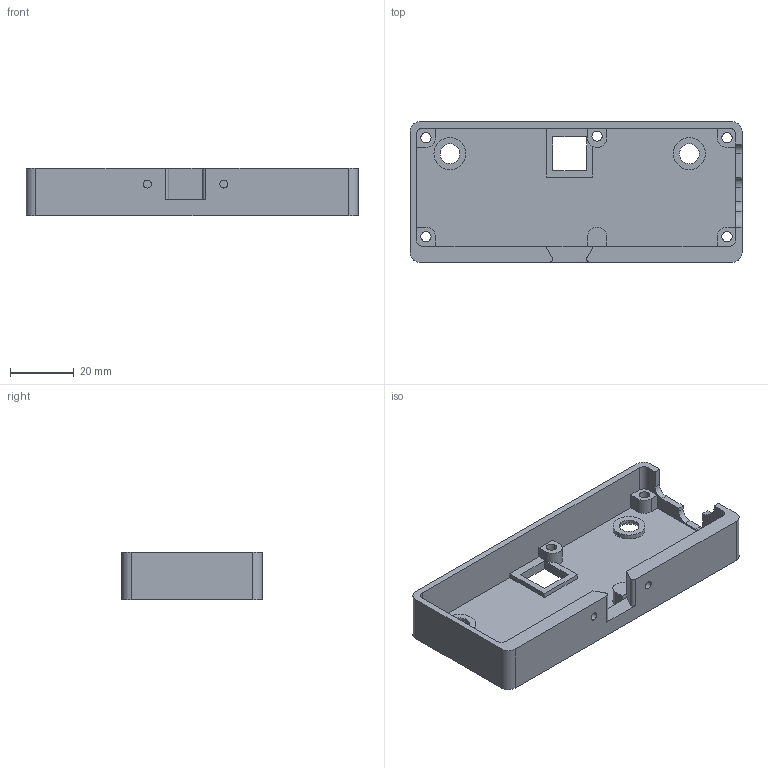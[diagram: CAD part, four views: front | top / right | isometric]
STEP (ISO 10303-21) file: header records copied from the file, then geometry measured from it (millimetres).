
FILE_DESCRIPTION(/* description */ (''),/* implementation_level */ '2;1');
FILE_NAME(/* name */ 'OAK-D-WIFI_Box_front v3.step',/* time_stamp */ '2021-06-04T07:23:51+09:00',/* author */ (''),/* organization */ (''),/* preprocessor_version */ 'ST-DEVELOPER v18.1',/* originating_system */ 'Autodesk Translation Framework v10.6.0.1341',/* authorisation */ '');
FILE_SCHEMA (('AUTOMOTIVE_DESIGN { 1 0 10303 214 3 1 1 }'));
Length unit declared in the file: millimetre
Products named in the file (1): OAK-D-WIFI_Box_front
Bounding box: 104 x 44 x 15 mm (x, y, z)
Volume: 18120.5 mm3; surface area: 16933.4 mm2
Topology: 1 solids, 1 shells, 85 faces, 233 edges, 154 vertices
Faces by surface type: plane 52, cylinder 31, cone 2
Full cylindrical faces by diameter (mm): 2.5 x2, 3.2 x5, 6.2 x2, 10 x2
Entity records: 2765 total; most frequent: CARTESIAN_POINT 473, DIRECTION 470, ORIENTED_EDGE 466, EDGE_CURVE 233, LINE 168, VECTOR 168, VERTEX_POINT 154, AXIS2_PLACEMENT_3D 151
